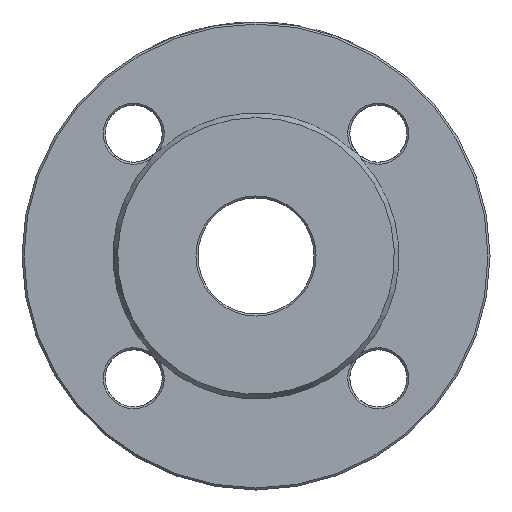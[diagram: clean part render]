
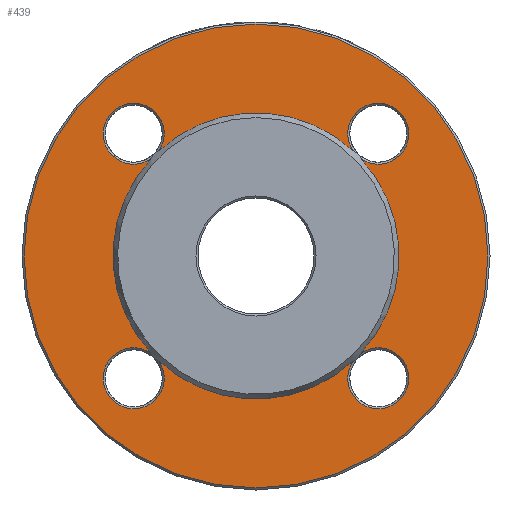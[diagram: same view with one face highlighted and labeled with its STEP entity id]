
A CAD part, left-side view. The second image highlights one B-rep face of the part: STEP entity #439.
In plain terms, the highlighted planar face has unit normal (-1, 0, 0).
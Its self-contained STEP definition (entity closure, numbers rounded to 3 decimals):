
#257 = CARTESIAN_POINT ( 'NONE',  ( 2., -25.813, 23.865 ) ) ;
#408 = DIRECTION ( 'NONE',  ( 0., 0., 1. ) ) ;
#439 = ADVANCED_FACE ( 'NONE', ( #2730, #5081 ), #3127, .F. ) ;
#442 = CARTESIAN_POINT ( 'NONE',  ( 2., 0., 0. ) ) ;
#459 = VERTEX_POINT ( 'NONE', #5019 ) ;
#522 = CIRCLE ( 'NONE', #5353, 7.5 ) ;
#680 = DIRECTION ( 'NONE',  ( 0., 0., 1. ) ) ;
#746 = VERTEX_POINT ( 'NONE', #5231 ) ;
#800 = ORIENTED_EDGE ( 'NONE', *, *, #4015, .F. ) ;
#829 = VERTEX_POINT ( 'NONE', #2386 ) ;
#846 = EDGE_CURVE ( 'NONE', #1231, #829, #522, .T. ) ;
#946 = DIRECTION ( 'NONE',  ( 0., -1., 0. ) ) ;
#1001 = CIRCLE ( 'NONE', #2689, 35.155 ) ;
#1002 = DIRECTION ( 'NONE',  ( 0., 0., 1. ) ) ;
#1033 = ORIENTED_EDGE ( 'NONE', *, *, #1981, .T. ) ;
#1128 = DIRECTION ( 'NONE',  ( 0., 0., 1. ) ) ;
#1207 = AXIS2_PLACEMENT_3D ( 'NONE', #442, #2700, #5078 ) ;
#1231 = VERTEX_POINT ( 'NONE', #4886 ) ;
#1252 = VERTEX_POINT ( 'NONE', #257 ) ;
#1419 = CARTESIAN_POINT ( 'NONE',  ( 2., -30.052, -30.052 ) ) ;
#1463 = CARTESIAN_POINT ( 'NONE',  ( 2., -23.865, -25.813 ) ) ;
#1531 = EDGE_CURVE ( 'NONE', #2412, #2412, #3083, .T. ) ;
#1602 = DIRECTION ( 'NONE',  ( -1., 0., 0. ) ) ;
#1613 = AXIS2_PLACEMENT_3D ( 'NONE', #5832, #1602, #1128 ) ;
#1619 = AXIS2_PLACEMENT_3D ( 'NONE', #4558, #4379, #680 ) ;
#1771 = CIRCLE ( 'NONE', #5213, 7.5 ) ;
#1895 = DIRECTION ( 'NONE',  ( 0., 1., 0. ) ) ;
#1968 = DIRECTION ( 'NONE',  ( -1., 0., 0. ) ) ;
#1981 = EDGE_CURVE ( 'NONE', #459, #5856, #1771, .T. ) ;
#2038 = ORIENTED_EDGE ( 'NONE', *, *, #846, .T. ) ;
#2056 = CARTESIAN_POINT ( 'NONE',  ( 2., 30.052, -30.052 ) ) ;
#2146 = DIRECTION ( 'NONE',  ( 1., 0., 0. ) ) ;
#2290 = DIRECTION ( 'NONE',  ( -1., 0., 0. ) ) ;
#2359 = CARTESIAN_POINT ( 'NONE',  ( 2., 30.052, 30.052 ) ) ;
#2386 = CARTESIAN_POINT ( 'NONE',  ( 2., 23.865, 25.813 ) ) ;
#2412 = VERTEX_POINT ( 'NONE', #3760 ) ;
#2472 = EDGE_CURVE ( 'NONE', #5944, #829, #1001, .T. ) ;
#2513 = ORIENTED_EDGE ( 'NONE', *, *, #3440, .F. ) ;
#2554 = DIRECTION ( 'NONE',  ( 0., 0., -1. ) ) ;
#2591 = AXIS2_PLACEMENT_3D ( 'NONE', #3156, #2146, #4490 ) ;
#2599 = AXIS2_PLACEMENT_3D ( 'NONE', #3208, #2290, #408 ) ;
#2605 = CIRCLE ( 'NONE', #1619, 35.155 ) ;
#2689 = AXIS2_PLACEMENT_3D ( 'NONE', #4282, #1968, #1002 ) ;
#2695 = CIRCLE ( 'NONE', #1613, 35.155 ) ;
#2700 = DIRECTION ( 'NONE',  ( -1., 0., 0. ) ) ;
#2730 = FACE_OUTER_BOUND ( 'NONE', #4123, .T. ) ;
#2745 = EDGE_LOOP ( 'NONE', ( #4907, #3633, #5667, #1033, #2513, #5551, #800, #2038 ) ) ;
#3064 = ORIENTED_EDGE ( 'NONE', *, *, #1531, .T. ) ;
#3083 = CIRCLE ( 'NONE', #1207, 57. ) ;
#3127 = PLANE ( 'NONE',  #2591 ) ;
#3156 = CARTESIAN_POINT ( 'NONE',  ( 2., 35.155, 0. ) ) ;
#3208 = CARTESIAN_POINT ( 'NONE',  ( 2., 0., 0. ) ) ;
#3347 = VERTEX_POINT ( 'NONE', #4501 ) ;
#3384 = AXIS2_PLACEMENT_3D ( 'NONE', #4876, #5339, #4810 ) ;
#3440 = EDGE_CURVE ( 'NONE', #746, #5856, #2695, .T. ) ;
#3633 = ORIENTED_EDGE ( 'NONE', *, *, #4470, .T. ) ;
#3760 = CARTESIAN_POINT ( 'NONE',  ( 2., 0., -57. ) ) ;
#3930 = DIRECTION ( 'NONE',  ( 1., 0., 0. ) ) ;
#4015 = EDGE_CURVE ( 'NONE', #1231, #3347, #5259, .T. ) ;
#4123 = EDGE_LOOP ( 'NONE', ( #3064 ) ) ;
#4234 = DIRECTION ( 'NONE',  ( 1., 0., 0. ) ) ;
#4282 = CARTESIAN_POINT ( 'NONE',  ( 2., 0., 0. ) ) ;
#4379 = DIRECTION ( 'NONE',  ( -1., 0., 0. ) ) ;
#4425 = EDGE_CURVE ( 'NONE', #459, #1252, #2605, .T. ) ;
#4470 = EDGE_CURVE ( 'NONE', #5944, #1252, #4976, .T. ) ;
#4478 = AXIS2_PLACEMENT_3D ( 'NONE', #2056, #3930, #2554 ) ;
#4490 = DIRECTION ( 'NONE',  ( 0., 0., -1. ) ) ;
#4501 = CARTESIAN_POINT ( 'NONE',  ( 2., 25.813, -23.865 ) ) ;
#4558 = CARTESIAN_POINT ( 'NONE',  ( 2., 0., 0. ) ) ;
#4810 = DIRECTION ( 'NONE',  ( 0., 0., 1. ) ) ;
#4876 = CARTESIAN_POINT ( 'NONE',  ( 2., -30.052, 30.052 ) ) ;
#4886 = CARTESIAN_POINT ( 'NONE',  ( 2., 25.813, 23.865 ) ) ;
#4907 = ORIENTED_EDGE ( 'NONE', *, *, #2472, .F. ) ;
#4976 = CIRCLE ( 'NONE', #3384, 7.5 ) ;
#5019 = CARTESIAN_POINT ( 'NONE',  ( 2., -25.813, -23.865 ) ) ;
#5078 = DIRECTION ( 'NONE',  ( 0., 0., -1. ) ) ;
#5081 = FACE_BOUND ( 'NONE', #2745, .T. ) ;
#5187 = DIRECTION ( 'NONE',  ( 1., 0., 0. ) ) ;
#5213 = AXIS2_PLACEMENT_3D ( 'NONE', #1419, #5187, #946 ) ;
#5231 = CARTESIAN_POINT ( 'NONE',  ( 2., 23.865, -25.813 ) ) ;
#5259 = CIRCLE ( 'NONE', #2599, 35.155 ) ;
#5339 = DIRECTION ( 'NONE',  ( 1., 0., 0. ) ) ;
#5353 = AXIS2_PLACEMENT_3D ( 'NONE', #2359, #4234, #1895 ) ;
#5388 = CARTESIAN_POINT ( 'NONE',  ( 2., -23.865, 25.813 ) ) ;
#5551 = ORIENTED_EDGE ( 'NONE', *, *, #5706, .T. ) ;
#5667 = ORIENTED_EDGE ( 'NONE', *, *, #4425, .F. ) ;
#5706 = EDGE_CURVE ( 'NONE', #746, #3347, #5863, .T. ) ;
#5832 = CARTESIAN_POINT ( 'NONE',  ( 2., 0., 0. ) ) ;
#5856 = VERTEX_POINT ( 'NONE', #1463 ) ;
#5863 = CIRCLE ( 'NONE', #4478, 7.5 ) ;
#5944 = VERTEX_POINT ( 'NONE', #5388 ) ;
